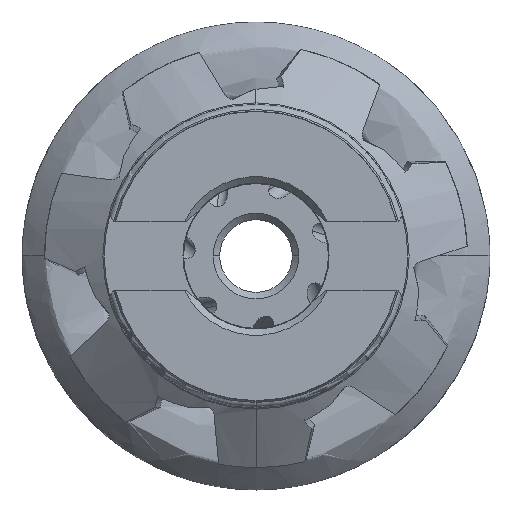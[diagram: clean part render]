
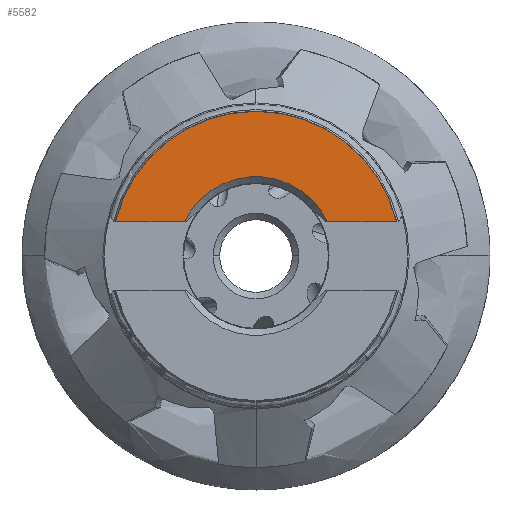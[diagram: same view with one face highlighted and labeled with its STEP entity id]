
A CAD part, left-side view. The second image highlights one B-rep face of the part: STEP entity #5582.
In plain terms, the highlighted planar face has unit normal (-1, 0, 0).
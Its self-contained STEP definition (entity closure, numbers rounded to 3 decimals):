
#72 = DIRECTION ( 'NONE',  ( 0., -1., 0. ) ) ;
#536 = DIRECTION ( 'NONE',  ( 0., -1., 0. ) ) ;
#617 = AXIS2_PLACEMENT_3D ( 'NONE', #7026, #6044, #72 ) ;
#935 = AXIS2_PLACEMENT_3D ( 'NONE', #7576, #1601, #8575 ) ;
#1359 = CARTESIAN_POINT ( 'NONE',  ( -39.1, -21.297, 5.2 ) ) ;
#1443 = VECTOR ( 'NONE', #536, 1000. ) ;
#1601 = DIRECTION ( 'NONE',  ( 1., 0., 0. ) ) ;
#1966 = VECTOR ( 'NONE', #4318, 1000. ) ;
#2030 = EDGE_CURVE ( 'NONE', #12106, #11010, #6758, .T. ) ;
#2613 = DIRECTION ( 'NONE',  ( 1., 0., 0. ) ) ;
#3055 = ORIENTED_EDGE ( 'NONE', *, *, #12724, .T. ) ;
#3705 = FACE_OUTER_BOUND ( 'NONE', #9297, .T. ) ;
#4124 = ORIENTED_EDGE ( 'NONE', *, *, #2030, .T. ) ;
#4318 = DIRECTION ( 'NONE',  ( 0., -1., 0. ) ) ;
#4367 = CARTESIAN_POINT ( 'NONE',  ( -39.1, 21.297, 5.2 ) ) ;
#5044 = PLANE ( 'NONE',  #617 ) ;
#5582 = ADVANCED_FACE ( 'NONE', ( #3705 ), #5044, .T. ) ;
#5940 = CIRCLE ( 'NONE', #935, 21.922 ) ;
#6044 = DIRECTION ( 'NONE',  ( -1., 0., 0. ) ) ;
#6758 = LINE ( 'NONE', #7534, #1443 ) ;
#6882 = VERTEX_POINT ( 'NONE', #8989 ) ;
#6984 = CARTESIAN_POINT ( 'NONE',  ( -39.1, -10.843, 5.2 ) ) ;
#7026 = CARTESIAN_POINT ( 'NONE',  ( -39.1, 0., 0. ) ) ;
#7255 = EDGE_CURVE ( 'NONE', #9139, #11010, #5940, .T. ) ;
#7534 = CARTESIAN_POINT ( 'NONE',  ( -39.1, -55., 5.2 ) ) ;
#7576 = CARTESIAN_POINT ( 'NONE',  ( -39.1, 0., 0. ) ) ;
#7776 = EDGE_CURVE ( 'NONE', #6882, #12106, #8923, .T. ) ;
#8308 = CARTESIAN_POINT ( 'NONE',  ( -39.1, -55., 5.2 ) ) ;
#8575 = DIRECTION ( 'NONE',  ( 0., -1., 0. ) ) ;
#8608 = CARTESIAN_POINT ( 'NONE',  ( -39.1, 0., 0. ) ) ;
#8923 = CIRCLE ( 'NONE', #12060, 12.025 ) ;
#8989 = CARTESIAN_POINT ( 'NONE',  ( -39.1, 10.843, 5.2 ) ) ;
#9139 = VERTEX_POINT ( 'NONE', #4367 ) ;
#9297 = EDGE_LOOP ( 'NONE', ( #4124, #11543, #3055, #12442 ) ) ;
#9604 = DIRECTION ( 'NONE',  ( 0., -1., 0. ) ) ;
#10529 = LINE ( 'NONE', #8308, #1966 ) ;
#11010 = VERTEX_POINT ( 'NONE', #1359 ) ;
#11543 = ORIENTED_EDGE ( 'NONE', *, *, #7255, .F. ) ;
#12060 = AXIS2_PLACEMENT_3D ( 'NONE', #8608, #2613, #9604 ) ;
#12106 = VERTEX_POINT ( 'NONE', #6984 ) ;
#12442 = ORIENTED_EDGE ( 'NONE', *, *, #7776, .T. ) ;
#12724 = EDGE_CURVE ( 'NONE', #9139, #6882, #10529, .T. ) ;
